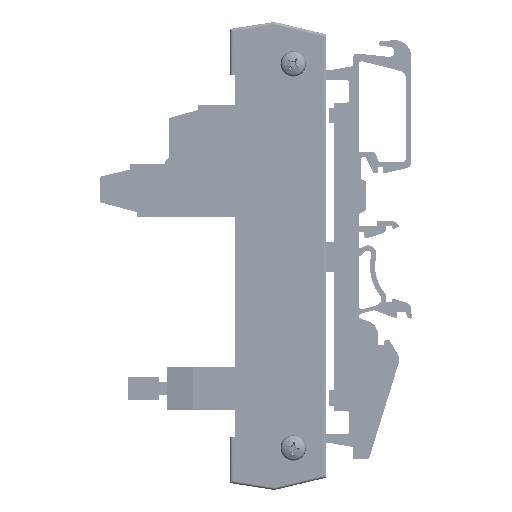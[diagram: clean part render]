
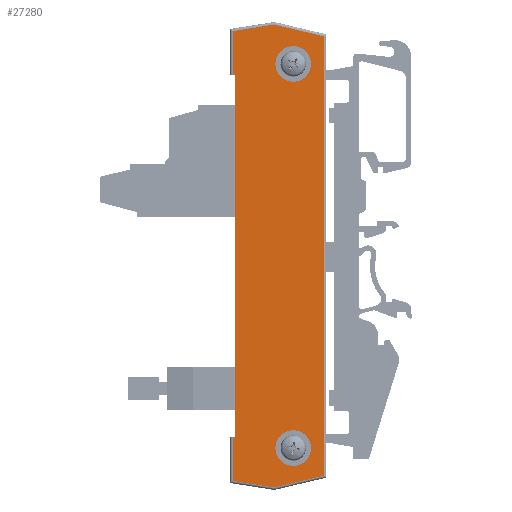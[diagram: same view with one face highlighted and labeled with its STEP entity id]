
A CAD part, left-side view. The second image highlights one B-rep face of the part: STEP entity #27280.
In plain terms, the highlighted face is planar.
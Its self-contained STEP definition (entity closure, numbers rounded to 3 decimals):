
#26819=CARTESIAN_POINT('',(-16.628,6.238,5.0));
#26820=VERTEX_POINT('',#26819);
#26827=CARTESIAN_POINT('',(54.672,6.238,5.0));
#26828=VERTEX_POINT('',#26827);
#26829=CARTESIAN_POINT('',(54.672,6.238,5.0));
#26830=DIRECTION('',(-1.0,0.0,0.0));
#26831=VECTOR('',#26830,71.3);
#26832=LINE('',#26829,#26831);
#26833=EDGE_CURVE('',#26828,#26820,#26832,.T.);
#27076=CARTESIAN_POINT('',(60.272,-5.162,5.0));
#27077=VERTEX_POINT('',#27076);
#27078=CARTESIAN_POINT('',(56.772,-5.162,5.0));
#27079=DIRECTION('',(0.0,0.0,-1.0));
#27080=DIRECTION('',(-1.0,0.0,0.0));
#27081=AXIS2_PLACEMENT_3D('',#27078,#27079,#27080);
#27082=CIRCLE('',#27081,3.5);
#27083=EDGE_CURVE('',#27077,#27077,#27082,.T.);
#27116=CARTESIAN_POINT('',(-15.228,-5.162,5.0));
#27117=VERTEX_POINT('',#27116);
#27118=CARTESIAN_POINT('',(-18.728,-5.162,5.0));
#27119=DIRECTION('',(0.0,0.0,-1.0));
#27120=DIRECTION('',(-1.0,0.0,0.0));
#27121=AXIS2_PLACEMENT_3D('',#27118,#27119,#27120);
#27122=CIRCLE('',#27121,3.5);
#27123=EDGE_CURVE('',#27117,#27117,#27122,.T.);
#27157=CARTESIAN_POINT('',(54.672,6.738,5.0));
#27158=VERTEX_POINT('',#27157);
#27159=CARTESIAN_POINT('',(54.672,6.738,5.0));
#27160=DIRECTION('',(0.0,-1.0,0.0));
#27161=VECTOR('',#27160,0.5);
#27162=LINE('',#27159,#27161);
#27163=EDGE_CURVE('',#27158,#26828,#27162,.T.);
#27188=CARTESIAN_POINT('',(-16.628,6.738,5.0));
#27189=VERTEX_POINT('',#27188);
#27197=CARTESIAN_POINT('',(-16.628,6.238,5.0));
#27198=DIRECTION('',(0.0,1.0,0.0));
#27199=VECTOR('',#27198,0.5);
#27200=LINE('',#27197,#27199);
#27201=EDGE_CURVE('',#26820,#27189,#27200,.T.);
#27210=CARTESIAN_POINT('',(19.022,-2.126,5.0));
#27211=DIRECTION('',(0.0,0.0,1.0));
#27212=DIRECTION('',(1.0,0.0,0.0));
#27213=AXIS2_PLACEMENT_3D('',#27210,#27211,#27212);
#27214=PLANE('',#27213);
#27215=ORIENTED_EDGE('',*,*,#27163,.T.);
#27216=ORIENTED_EDGE('',*,*,#26833,.T.);
#27217=ORIENTED_EDGE('',*,*,#27201,.T.);
#27218=CARTESIAN_POINT('',(-25.176,6.738,5.0));
#27219=VERTEX_POINT('',#27218);
#27220=CARTESIAN_POINT('',(-25.176,6.738,5.0));
#27221=DIRECTION('',(1.0,0.0,0.0));
#27222=VECTOR('',#27221,8.548);
#27223=LINE('',#27220,#27222);
#27224=EDGE_CURVE('',#27219,#27189,#27223,.T.);
#27225=ORIENTED_EDGE('',*,*,#27224,.F.);
#27226=CARTESIAN_POINT('',(-26.459,-1.405,5.0));
#27227=VERTEX_POINT('',#27226);
#27228=CARTESIAN_POINT('',(-26.459,-1.405,5.0));
#27229=DIRECTION('',(0.156,0.988,0.0));
#27230=VECTOR('',#27229,8.244);
#27231=LINE('',#27228,#27230);
#27232=EDGE_CURVE('',#27227,#27219,#27231,.T.);
#27233=ORIENTED_EDGE('',*,*,#27232,.F.);
#27234=CARTESIAN_POINT('',(-24.157,-11.162,5.0));
#27235=VERTEX_POINT('',#27234);
#27236=CARTESIAN_POINT('',(-24.157,-11.162,5.0));
#27237=DIRECTION('',(-0.23,0.973,0.0));
#27238=VECTOR('',#27237,10.024);
#27239=LINE('',#27236,#27238);
#27240=EDGE_CURVE('',#27235,#27227,#27239,.T.);
#27241=ORIENTED_EDGE('',*,*,#27240,.F.);
#27242=CARTESIAN_POINT('',(62.201,-11.162,5.0));
#27243=VERTEX_POINT('',#27242);
#27244=CARTESIAN_POINT('',(62.201,-11.162,5.0));
#27245=DIRECTION('',(-1.0,0.0,0.0));
#27246=VECTOR('',#27245,86.358);
#27247=LINE('',#27244,#27246);
#27248=EDGE_CURVE('',#27243,#27235,#27247,.T.);
#27249=ORIENTED_EDGE('',*,*,#27248,.F.);
#27250=CARTESIAN_POINT('',(64.503,-1.405,5.0));
#27251=VERTEX_POINT('',#27250);
#27252=CARTESIAN_POINT('',(64.503,-1.405,5.0));
#27253=DIRECTION('',(-0.23,-0.973,0.0));
#27254=VECTOR('',#27253,10.024);
#27255=LINE('',#27252,#27254);
#27256=EDGE_CURVE('',#27251,#27243,#27255,.T.);
#27257=ORIENTED_EDGE('',*,*,#27256,.F.);
#27258=CARTESIAN_POINT('',(63.22,6.738,5.0));
#27259=VERTEX_POINT('',#27258);
#27260=CARTESIAN_POINT('',(63.22,6.738,5.0));
#27261=DIRECTION('',(0.156,-0.988,0.0));
#27262=VECTOR('',#27261,8.244);
#27263=LINE('',#27260,#27262);
#27264=EDGE_CURVE('',#27259,#27251,#27263,.T.);
#27265=ORIENTED_EDGE('',*,*,#27264,.F.);
#27266=CARTESIAN_POINT('',(54.672,6.738,5.0));
#27267=DIRECTION('',(1.0,0.0,0.0));
#27268=VECTOR('',#27267,8.548);
#27269=LINE('',#27266,#27268);
#27270=EDGE_CURVE('',#27158,#27259,#27269,.T.);
#27271=ORIENTED_EDGE('',*,*,#27270,.F.);
#27272=EDGE_LOOP('',(#27215,#27216,#27217,#27225,#27233,#27241,#27249,#27257,#27265,#27271));
#27273=FACE_OUTER_BOUND('',#27272,.T.);
#27274=ORIENTED_EDGE('',*,*,#27083,.T.);
#27275=EDGE_LOOP('',(#27274));
#27276=FACE_BOUND('',#27275,.T.);
#27277=ORIENTED_EDGE('',*,*,#27123,.T.);
#27278=EDGE_LOOP('',(#27277));
#27279=FACE_BOUND('',#27278,.T.);
#27280=ADVANCED_FACE('',(#27273,#27276,#27279),#27214,.T.);
